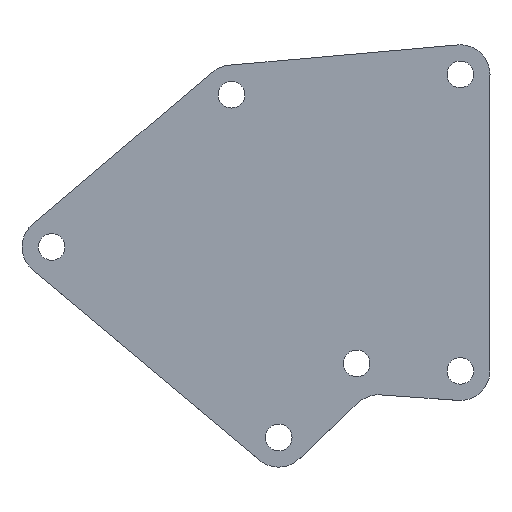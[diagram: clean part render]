
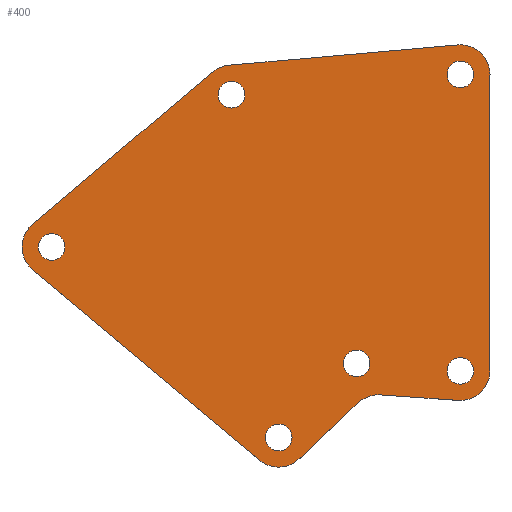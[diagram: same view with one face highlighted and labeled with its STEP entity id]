
A CAD part, top view. The second image highlights one B-rep face of the part: STEP entity #400.
In plain terms, the highlighted planar face has unit normal (0, 0, 1).
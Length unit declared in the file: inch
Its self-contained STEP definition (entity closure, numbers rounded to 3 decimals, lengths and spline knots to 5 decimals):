
#14=FACE_BOUND('',#75,.T.);
#15=FACE_BOUND('',#76,.T.);
#16=FACE_BOUND('',#77,.T.);
#17=FACE_BOUND('',#78,.T.);
#18=FACE_BOUND('',#79,.T.);
#19=FACE_BOUND('',#80,.T.);
#34=PLANE('',#458);
#54=FACE_OUTER_BOUND('',#74,.T.);
#74=EDGE_LOOP('',(#334,#335,#336,#337,#338,#339,#340,#341,#342,#343,#344,
#345));
#75=EDGE_LOOP('',(#346));
#76=EDGE_LOOP('',(#347));
#77=EDGE_LOOP('',(#348));
#78=EDGE_LOOP('',(#349));
#79=EDGE_LOOP('',(#350));
#80=EDGE_LOOP('',(#351));
#92=LINE('',#595,#122);
#101=LINE('',#639,#131);
#105=LINE('',#651,#135);
#109=LINE('',#663,#139);
#111=LINE('',#670,#141);
#116=LINE('',#684,#146);
#122=VECTOR('',#474,0.3937);
#131=VECTOR('',#521,0.3937);
#135=VECTOR('',#533,0.3937);
#139=VECTOR('',#545,0.3937);
#141=VECTOR('',#555,0.3937);
#146=VECTOR('',#568,0.3937);
#149=CIRCLE('',#418,0.2);
#150=CIRCLE('',#421,0.09);
#152=CIRCLE('',#424,0.09);
#154=CIRCLE('',#427,0.09);
#156=CIRCLE('',#430,0.09);
#158=CIRCLE('',#433,0.09);
#160=CIRCLE('',#436,0.09);
#163=CIRCLE('',#441,0.2);
#165=CIRCLE('',#445,0.2);
#167=CIRCLE('',#449,0.2);
#169=CIRCLE('',#453,0.2);
#171=CIRCLE('',#457,0.2);
#174=VERTEX_POINT('',#585);
#175=VERTEX_POINT('',#587);
#177=VERTEX_POINT('',#593);
#178=VERTEX_POINT('',#597);
#180=VERTEX_POINT('',#603);
#182=VERTEX_POINT('',#609);
#184=VERTEX_POINT('',#615);
#186=VERTEX_POINT('',#621);
#188=VERTEX_POINT('',#627);
#192=VERTEX_POINT('',#636);
#193=VERTEX_POINT('',#638);
#195=VERTEX_POINT('',#644);
#197=VERTEX_POINT('',#650);
#199=VERTEX_POINT('',#656);
#201=VERTEX_POINT('',#662);
#202=VERTEX_POINT('',#669);
#205=VERTEX_POINT('',#677);
#207=VERTEX_POINT('',#683);
#210=EDGE_CURVE('',#174,#175,#149,.T.);
#214=EDGE_CURVE('',#174,#177,#92,.T.);
#215=EDGE_CURVE('',#178,#178,#150,.T.);
#218=EDGE_CURVE('',#180,#180,#152,.T.);
#221=EDGE_CURVE('',#182,#182,#154,.T.);
#224=EDGE_CURVE('',#184,#184,#156,.T.);
#227=EDGE_CURVE('',#186,#186,#158,.T.);
#230=EDGE_CURVE('',#188,#188,#160,.T.);
#235=EDGE_CURVE('',#193,#192,#101,.T.);
#238=EDGE_CURVE('',#195,#193,#163,.T.);
#241=EDGE_CURVE('',#197,#195,#105,.T.);
#244=EDGE_CURVE('',#199,#197,#165,.T.);
#247=EDGE_CURVE('',#201,#199,#109,.T.);
#250=EDGE_CURVE('',#177,#201,#167,.T.);
#251=EDGE_CURVE('',#202,#175,#111,.T.);
#255=EDGE_CURVE('',#205,#202,#169,.T.);
#258=EDGE_CURVE('',#207,#205,#116,.T.);
#261=EDGE_CURVE('',#192,#207,#171,.T.);
#334=ORIENTED_EDGE('',*,*,#261,.T.);
#335=ORIENTED_EDGE('',*,*,#258,.T.);
#336=ORIENTED_EDGE('',*,*,#255,.T.);
#337=ORIENTED_EDGE('',*,*,#251,.T.);
#338=ORIENTED_EDGE('',*,*,#210,.F.);
#339=ORIENTED_EDGE('',*,*,#214,.T.);
#340=ORIENTED_EDGE('',*,*,#250,.T.);
#341=ORIENTED_EDGE('',*,*,#247,.T.);
#342=ORIENTED_EDGE('',*,*,#244,.T.);
#343=ORIENTED_EDGE('',*,*,#241,.T.);
#344=ORIENTED_EDGE('',*,*,#238,.T.);
#345=ORIENTED_EDGE('',*,*,#235,.T.);
#346=ORIENTED_EDGE('',*,*,#230,.T.);
#347=ORIENTED_EDGE('',*,*,#227,.T.);
#348=ORIENTED_EDGE('',*,*,#224,.T.);
#349=ORIENTED_EDGE('',*,*,#221,.T.);
#350=ORIENTED_EDGE('',*,*,#218,.T.);
#351=ORIENTED_EDGE('',*,*,#215,.T.);
#400=ADVANCED_FACE('',(#54,#14,#15,#16,#17,#18,#19),#34,.T.);
#418=AXIS2_PLACEMENT_3D('',#588,#467,#468);
#421=AXIS2_PLACEMENT_3D('',#598,#477,#478);
#424=AXIS2_PLACEMENT_3D('',#604,#484,#485);
#427=AXIS2_PLACEMENT_3D('',#610,#491,#492);
#430=AXIS2_PLACEMENT_3D('',#616,#498,#499);
#433=AXIS2_PLACEMENT_3D('',#622,#505,#506);
#436=AXIS2_PLACEMENT_3D('',#628,#512,#513);
#441=AXIS2_PLACEMENT_3D('',#645,#527,#528);
#445=AXIS2_PLACEMENT_3D('',#657,#539,#540);
#449=AXIS2_PLACEMENT_3D('',#667,#551,#552);
#453=AXIS2_PLACEMENT_3D('',#678,#562,#563);
#457=AXIS2_PLACEMENT_3D('',#688,#574,#575);
#458=AXIS2_PLACEMENT_3D('',#689,#576,#577);
#467=DIRECTION('center_axis',(0.,0.,1.));
#468=DIRECTION('ref_axis',(-0.337,0.941,0.));
#474=DIRECTION('',(0.997,-0.071,0.));
#477=DIRECTION('center_axis',(0.,0.,-1.));
#478=DIRECTION('ref_axis',(1.,0.,0.));
#484=DIRECTION('center_axis',(0.,0.,-1.));
#485=DIRECTION('ref_axis',(1.,0.,0.));
#491=DIRECTION('center_axis',(0.,0.,-1.));
#492=DIRECTION('ref_axis',(1.,0.,0.));
#498=DIRECTION('center_axis',(0.,0.,-1.));
#499=DIRECTION('ref_axis',(1.,0.,0.));
#505=DIRECTION('center_axis',(0.,0.,-1.));
#506=DIRECTION('ref_axis',(1.,0.,0.));
#512=DIRECTION('center_axis',(0.,0.,-1.));
#513=DIRECTION('ref_axis',(1.,0.,0.));
#521=DIRECTION('',(-0.763,-0.646,0.));
#527=DIRECTION('center_axis',(0.,0.,1.));
#528=DIRECTION('ref_axis',(1.,0.,0.));
#533=DIRECTION('',(-0.996,-0.088,0.));
#539=DIRECTION('center_axis',(0.,0.,1.));
#540=DIRECTION('ref_axis',(1.,0.,0.));
#545=DIRECTION('',(0.,1.,0.));
#551=DIRECTION('center_axis',(0.,0.,1.));
#552=DIRECTION('ref_axis',(1.,0.,0.));
#555=DIRECTION('',(0.725,0.689,0.));
#562=DIRECTION('center_axis',(0.,0.,1.));
#563=DIRECTION('ref_axis',(1.,0.,0.));
#568=DIRECTION('',(0.766,-0.643,0.));
#574=DIRECTION('center_axis',(0.,0.,1.));
#575=DIRECTION('ref_axis',(1.,0.,0.));
#576=DIRECTION('center_axis',(0.,0.,1.));
#577=DIRECTION('ref_axis',(1.,0.,0.));
#585=CARTESIAN_POINT('',(0.0826,-1.46039,0.0625));
#587=CARTESIAN_POINT('',(-0.0694,-1.51489,0.0625));
#588=CARTESIAN_POINT('Origin',(0.06835,-1.65988,0.0625));
#593=CARTESIAN_POINT('',(0.60655,-1.49782,0.0625));
#595=CARTESIAN_POINT('',(-0.09345,-1.44782,0.0625));
#597=CARTESIAN_POINT('',(0.5308,0.70167,0.0625));
#598=CARTESIAN_POINT('Origin',(0.6208,0.70167,0.0625));
#603=CARTESIAN_POINT('',(-0.1692,-1.24833,0.0625));
#604=CARTESIAN_POINT('Origin',(-0.0792,-1.24833,0.0625));
#609=CARTESIAN_POINT('',(-2.22703,-0.46224,0.0625));
#610=CARTESIAN_POINT('Origin',(-2.13703,-0.46224,0.0625));
#615=CARTESIAN_POINT('',(-0.69494,-1.74781,0.0625));
#616=CARTESIAN_POINT('Origin',(-0.60494,-1.74781,0.0625));
#621=CARTESIAN_POINT('',(-1.01365,0.56466,0.0625));
#622=CARTESIAN_POINT('Origin',(-0.92365,0.56466,0.0625));
#627=CARTESIAN_POINT('',(0.5308,-1.29833,0.0625));
#628=CARTESIAN_POINT('Origin',(0.6208,-1.29833,0.0625));
#636=CARTESIAN_POINT('',(-2.26623,-0.30957,0.0625));
#638=CARTESIAN_POINT('',(-1.05285,0.71732,0.0625));
#639=CARTESIAN_POINT('',(-2.26623,-0.30957,0.0625));
#644=CARTESIAN_POINT('',(-0.94132,0.76387,0.0625));
#645=CARTESIAN_POINT('Origin',(-0.92365,0.56466,0.0625));
#650=CARTESIAN_POINT('',(0.60313,0.90089,0.0625));
#651=CARTESIAN_POINT('',(-0.94132,0.76387,0.0625));
#656=CARTESIAN_POINT('',(0.8208,0.70165,0.0625));
#657=CARTESIAN_POINT('Origin',(0.6208,0.70167,0.0625));
#662=CARTESIAN_POINT('',(0.8208,-1.29833,0.0625));
#663=CARTESIAN_POINT('',(0.8208,-1.29833,0.0625));
#667=CARTESIAN_POINT('Origin',(0.6208,-1.29833,0.0625));
#669=CARTESIAN_POINT('',(-0.46719,-1.89281,0.0625));
#670=CARTESIAN_POINT('',(-0.46719,-1.89281,0.0625));
#677=CARTESIAN_POINT('',(-0.7335,-1.90102,0.0625));
#678=CARTESIAN_POINT('Origin',(-0.60494,-1.74781,0.0625));
#683=CARTESIAN_POINT('',(-2.26559,-0.61545,0.0625));
#684=CARTESIAN_POINT('',(-3.03163,0.02734,0.0625));
#688=CARTESIAN_POINT('Origin',(-2.13703,-0.46224,0.0625));
#689=CARTESIAN_POINT('Origin',(-0.75812,-0.52307,0.0625));
